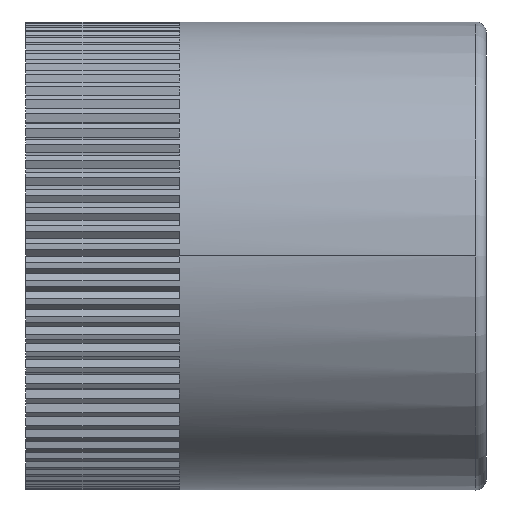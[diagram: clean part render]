
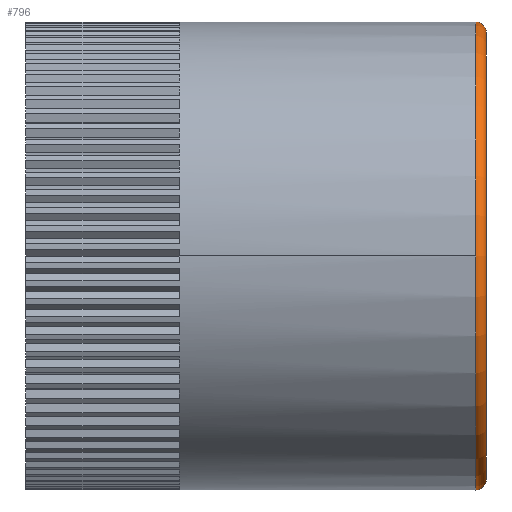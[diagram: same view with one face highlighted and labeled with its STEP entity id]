
A CAD part, front view. The second image highlights one B-rep face of the part: STEP entity #796.
In plain terms, the highlighted toroidal (fillet/blend) face has major radius 4.375 mm and minor radius 0.2 mm.
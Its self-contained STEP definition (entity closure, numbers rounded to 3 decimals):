
#796=ADVANCED_FACE('',(#1590),#1591,.T.);
#1590=FACE_OUTER_BOUND('',#2379,.T.);
#1591=TOROIDAL_SURFACE('',#2380,4.375,0.2);
#2379=EDGE_LOOP('',(#4932,#4933,#4934,#4935,#4936));
#2380=AXIS2_PLACEMENT_3D('',#4937,#4938,#4939);
#4932=ORIENTED_EDGE('',*,*,#4985,.T.);
#4933=ORIENTED_EDGE('',*,*,#5987,.F.);
#4934=ORIENTED_EDGE('',*,*,#4988,.T.);
#4935=ORIENTED_EDGE('',*,*,#5155,.T.);
#4936=ORIENTED_EDGE('',*,*,#5985,.T.);
#4937=CARTESIAN_POINT('',(8.8,0.0,0.0));
#4938=DIRECTION('',(1.0,0.0,0.0));
#4939=DIRECTION('',(0.0,0.0,-1.0));
#4985=EDGE_CURVE('',#6022,#6023,#6024,.T.);
#4988=EDGE_CURVE('',#6029,#6027,#6030,.T.);
#5155=EDGE_CURVE('',#6027,#6359,#6361,.T.);
#5985=EDGE_CURVE('',#6359,#6022,#7521,.T.);
#5987=EDGE_CURVE('',#6029,#6023,#7523,.T.);
#6022=VERTEX_POINT('',#7562);
#6023=VERTEX_POINT('',#7563);
#6024=CIRCLE('',#7564,0.2);
#6027=VERTEX_POINT('',#7567);
#6029=VERTEX_POINT('',#7569);
#6030=CIRCLE('',#7570,0.2);
#6359=VERTEX_POINT('',#7980);
#6361=CIRCLE('',#7983,4.575);
#7521=CIRCLE('',#9629,4.575);
#7523=CIRCLE('',#9631,4.375);
#7562=CARTESIAN_POINT('',(8.8,0.,-4.575));
#7563=CARTESIAN_POINT('',(9.0,0.,-4.375));
#7564=AXIS2_PLACEMENT_3D('',#9671,#9672,#9673);
#7567=CARTESIAN_POINT('',(8.8,0.,4.575));
#7569=CARTESIAN_POINT('',(9.0,0.,4.375));
#7570=AXIS2_PLACEMENT_3D('',#9680,#9681,#9682);
#7980=CARTESIAN_POINT('',(8.8,-4.575,0.));
#7983=AXIS2_PLACEMENT_3D('',#10014,#10015,#10016);
#9629=AXIS2_PLACEMENT_3D('',#10782,#10783,#10784);
#9631=AXIS2_PLACEMENT_3D('',#10785,#10786,#10787);
#9671=CARTESIAN_POINT('',(8.8,0.,-4.375));
#9672=DIRECTION('',(0.0,-1.0,0.));
#9673=DIRECTION('',(0.0,0.,-1.0));
#9680=CARTESIAN_POINT('',(8.8,0.,4.375));
#9681=DIRECTION('',(0.0,-1.0,0.));
#9682=DIRECTION('',(0.0,0.,1.0));
#10014=CARTESIAN_POINT('',(8.8,0.0,0.0));
#10015=DIRECTION('',(1.0,0.0,0.0));
#10016=DIRECTION('',(0.0,1.0,0.0));
#10782=CARTESIAN_POINT('',(8.8,0.0,0.0));
#10783=DIRECTION('',(1.0,0.0,0.0));
#10784=DIRECTION('',(0.0,1.0,0.0));
#10785=CARTESIAN_POINT('',(9.0,0.0,0.0));
#10786=DIRECTION('',(1.0,0.0,0.0));
#10787=DIRECTION('',(0.0,1.0,0.0));
